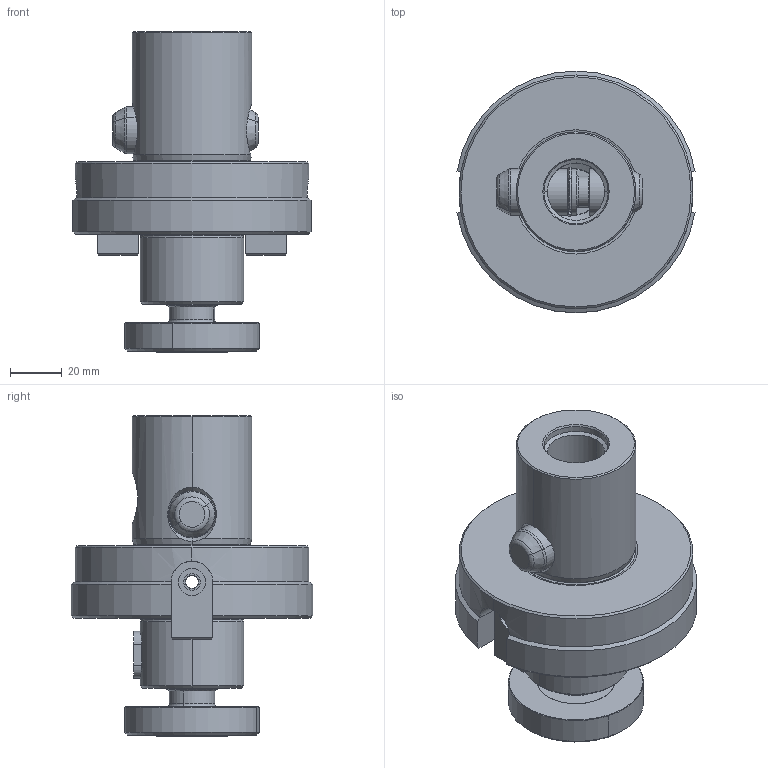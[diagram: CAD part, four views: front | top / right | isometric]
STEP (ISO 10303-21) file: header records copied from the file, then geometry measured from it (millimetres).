
FILE_DESCRIPTION(('no description'),'unknown implementation level');
FILE_NAME('89E1BFFB-B77A-41A7-ACBD-AE4A88F36F09_export.stp',' ',('CIMSOURCE GmbH'),('CADClick - KiM GmbH - www.kimweb.de'),'unknown preprocess','ACIS','unknown authorization');
FILE_SCHEMA(('automotive_design'));
Length unit declared in the file: millimetre
Products named in the file (8): 335.436 Kaiser CKS7 X F40|690.707 kaiser ETL FR40_M20_Standard-1;NONE; 335.436 Kaiser CKS7 X F40|690.707 kaiser ETL FR40_M20_Standard;NONE; 335.436 Kaiser CKS7 X F40|691.609 Kaiser ETL MST 40 (Paar)_Standard;NONE; 335.436 Kaiser CKS7 X F40|691.603 Kaiser ETL FK 10 X 8_Standard;NONE; 335.436 Kaiser CKS7 X F40|335.436 Kaiser CKS7 X F40_Standard;NONE; 335.436 Kaiser CKS7 X F40|691.507 Kaiser ETL D18 X 56K_Standard|691.527 Mitnehmerbolzen_Standard;NONE; 335.436 Kaiser CKS7 X F40|691.507 Kaiser ETL D18 X 56K_Standard|693.306 Sprengring_Standard;NONE
Bounding box: 91.61 x 93 x 123.43 mm (x, y, z)
Volume: 296183.1 mm3; surface area: 61657 mm2
Topology: 8 solids, 8 shells, 221 faces, 500 edges, 295 vertices
Faces by surface type: cylinder 76, plane 67, cone 46, torus 32
Entity records: 13119 total; most frequent: CARTESIAN_POINT 2211, DIRECTION 1116, STYLED_ITEM 1022, PRESENTATION_STYLE_ASSIGNMENT 1022, COLOUR_RGB 1022, ORIENTED_EDGE 996, EDGE_CURVE 498, CURVE_STYLE 498
